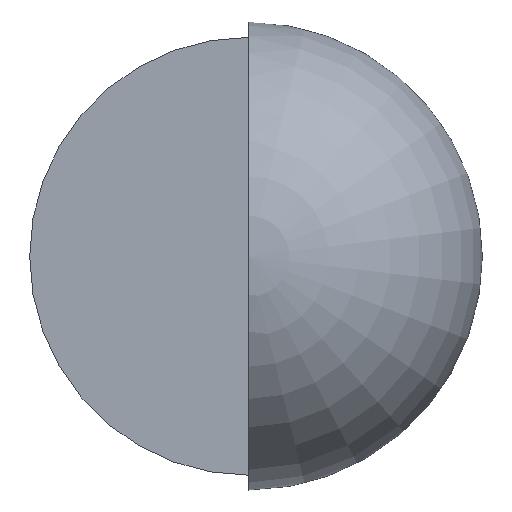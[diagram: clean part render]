
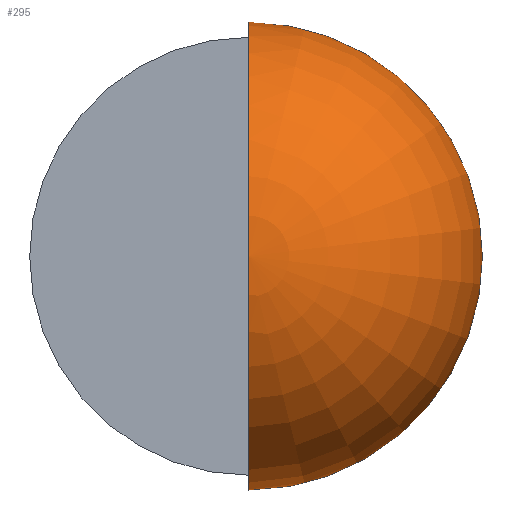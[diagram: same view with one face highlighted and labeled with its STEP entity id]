
A CAD part, left-side view. The second image highlights one B-rep face of the part: STEP entity #295.
In plain terms, the highlighted toroidal (fillet/blend) face has major radius 0 mm and minor radius 70 mm.
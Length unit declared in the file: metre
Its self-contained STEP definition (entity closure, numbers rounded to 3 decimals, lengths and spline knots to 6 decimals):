
#3 = CARTESIAN_POINT ( 'NONE',  ( -0.150054, 0.000003, 0.07 ) ) ;
#5 = CARTESIAN_POINT ( 'NONE',  ( -0.22, 0., 0. ) ) ;
#13 = CARTESIAN_POINT ( 'NONE',  ( -0.150054, 0., 0.07 ) ) ;
#18 = EDGE_CURVE ( 'NONE', #258, #237, #393, .T. ) ;
#21 = AXIS2_PLACEMENT_3D ( 'NONE', #92, #90, #29 ) ;
#22 = CARTESIAN_POINT ( 'NONE',  ( -0.149956, 0.000033, 0.07 ) ) ;
#26 = CARTESIAN_POINT ( 'NONE',  ( -0.149961, 0.000038, 0.07 ) ) ;
#29 = DIRECTION ( 'NONE',  ( 0., 0., -1. ) ) ;
#37 = CIRCLE ( 'NONE', #79, 0.07 ) ;
#54 = CARTESIAN_POINT ( 'NONE',  ( -0.150051, 0.00002, 0.07 ) ) ;
#56 = CARTESIAN_POINT ( 'NONE',  ( -0.14997, 0.000046, 0.07 ) ) ;
#57 = CARTESIAN_POINT ( 'NONE',  ( -0.149946, 0.000011, 0.07 ) ) ;
#63 = DIRECTION ( 'NONE',  ( 0., 0., -1. ) ) ;
#74 = CIRCLE ( 'NONE', #146, 0.06984 ) ;
#78 = FACE_OUTER_BOUND ( 'NONE', #325, .T. ) ;
#79 = AXIS2_PLACEMENT_3D ( 'NONE', #159, #183, #377 ) ;
#82 = CARTESIAN_POINT ( 'NONE',  ( -0.149999, 0.000055, 0.07 ) ) ;
#83 = DIRECTION ( 'NONE',  ( 0., 1., 0. ) ) ;
#84 = VERTEX_POINT ( 'NONE', #236 ) ;
#85 = B_SPLINE_CURVE_WITH_KNOTS ( 'NONE', 3,
 ( #241, #115, #211, #332, #57, #174, #152, #180, #22, #26, #150, #56, #147, #366, #391, #271, #82, #121, #310, #179, #153, #175, #372, #212, #206, #389, #238, #207, #54, #268, #378, #284, #3, #282 ),
 .UNSPECIFIED., .F., .F.,
 ( 4, 3, 3, 3, 3, 3, 3, 3, 3, 3, 3, 4 ),
 ( 0.000214, 0.000219, 0.000237, 0.000256, 0.000274, 0.000292, 0.00031, 0.000329, 0.00034, 0.000358, 0.000377, 0.000384 ),
 .UNSPECIFIED. ) ;
#89 = AXIS2_PLACEMENT_3D ( 'NONE', #309, #83, #116 ) ;
#90 = DIRECTION ( 'NONE',  ( 0., 1., 0. ) ) ;
#92 = CARTESIAN_POINT ( 'NONE',  ( -0.15, 0., 0. ) ) ;
#101 = EDGE_CURVE ( 'NONE', #237, #337, #229, .T. ) ;
#107 = ORIENTED_EDGE ( 'NONE', *, *, #298, .F. ) ;
#115 = CARTESIAN_POINT ( 'NONE',  ( -0.149946, 0.000002, 0.07 ) ) ;
#116 = DIRECTION ( 'NONE',  ( 0., 0., -1. ) ) ;
#121 = CARTESIAN_POINT ( 'NONE',  ( -0.150005, 0.000054, 0.07 ) ) ;
#146 = AXIS2_PLACEMENT_3D ( 'NONE', #277, #157, #315 ) ;
#147 = CARTESIAN_POINT ( 'NONE',  ( -0.149975, 0.000048, 0.07 ) ) ;
#150 = CARTESIAN_POINT ( 'NONE',  ( -0.149965, 0.000042, 0.07 ) ) ;
#152 = CARTESIAN_POINT ( 'NONE',  ( -0.14995, 0.000022, 0.07 ) ) ;
#153 = CARTESIAN_POINT ( 'NONE',  ( -0.150023, 0.00005, 0.07 ) ) ;
#157 = DIRECTION ( 'NONE',  ( 1., 0., 0. ) ) ;
#159 = CARTESIAN_POINT ( 'NONE',  ( -0.15, 0., 0. ) ) ;
#174 = CARTESIAN_POINT ( 'NONE',  ( -0.149948, 0.000017, 0.07 ) ) ;
#175 = CARTESIAN_POINT ( 'NONE',  ( -0.150028, 0.000047, 0.07 ) ) ;
#178 = ORIENTED_EDGE ( 'NONE', *, *, #101, .F. ) ;
#179 = CARTESIAN_POINT ( 'NONE',  ( -0.150017, 0.000052, 0.07 ) ) ;
#180 = CARTESIAN_POINT ( 'NONE',  ( -0.149953, 0.000028, 0.07 ) ) ;
#183 = DIRECTION ( 'NONE',  ( 0., 1., 0. ) ) ;
#185 = AXIS2_PLACEMENT_3D ( 'NONE', #246, #347, #63 ) ;
#203 = EDGE_CURVE ( 'NONE', #321, #337, #85, .T. ) ;
#206 = CARTESIAN_POINT ( 'NONE',  ( -0.150037, 0.00004, 0.07 ) ) ;
#207 = CARTESIAN_POINT ( 'NONE',  ( -0.150048, 0.000025, 0.07 ) ) ;
#211 = CARTESIAN_POINT ( 'NONE',  ( -0.149946, 0.000003, 0.07 ) ) ;
#212 = CARTESIAN_POINT ( 'NONE',  ( -0.150034, 0.000042, 0.07 ) ) ;
#229 = CIRCLE ( 'NONE', #21, 0.07 ) ;
#236 = CARTESIAN_POINT ( 'NONE',  ( -0.145269, 0., 0.06984 ) ) ;
#237 = VERTEX_POINT ( 'NONE', #5 ) ;
#238 = CARTESIAN_POINT ( 'NONE',  ( -0.150045, 0.000031, 0.07 ) ) ;
#241 = CARTESIAN_POINT ( 'NONE',  ( -0.149946, 0., 0.07 ) ) ;
#246 = CARTESIAN_POINT ( 'NONE',  ( -0.15, 0., 0. ) ) ;
#258 = VERTEX_POINT ( 'NONE', #342 ) ;
#262 = ORIENTED_EDGE ( 'NONE', *, *, #18, .F. ) ;
#268 = CARTESIAN_POINT ( 'NONE',  ( -0.150053, 0.000014, 0.07 ) ) ;
#271 = CARTESIAN_POINT ( 'NONE',  ( -0.149993, 0.000054, 0.07 ) ) ;
#277 = CARTESIAN_POINT ( 'NONE',  ( -0.145269, 0., 0. ) ) ;
#282 = CARTESIAN_POINT ( 'NONE',  ( -0.150054, 0., 0.07 ) ) ;
#284 = CARTESIAN_POINT ( 'NONE',  ( -0.150054, 0.000005, 0.07 ) ) ;
#293 = EDGE_CURVE ( 'NONE', #84, #258, #74, .T. ) ;
#295 = ADVANCED_FACE ( 'NONE', ( #78 ), #394, .T. ) ;
#298 = EDGE_CURVE ( 'NONE', #321, #84, #37, .T. ) ;
#309 = CARTESIAN_POINT ( 'NONE',  ( -0.15, 0., 0. ) ) ;
#310 = CARTESIAN_POINT ( 'NONE',  ( -0.150011, 0.000053, 0.07 ) ) ;
#315 = DIRECTION ( 'NONE',  ( 0., 0., -1. ) ) ;
#320 = CARTESIAN_POINT ( 'NONE',  ( -0.149946, 0., 0.07 ) ) ;
#321 = VERTEX_POINT ( 'NONE', #320 ) ;
#325 = EDGE_LOOP ( 'NONE', ( #262, #331, #107, #384, #178 ) ) ;
#331 = ORIENTED_EDGE ( 'NONE', *, *, #293, .F. ) ;
#332 = CARTESIAN_POINT ( 'NONE',  ( -0.149946, 0.000005, 0.07 ) ) ;
#337 = VERTEX_POINT ( 'NONE', #13 ) ;
#342 = CARTESIAN_POINT ( 'NONE',  ( -0.145269, 0., -0.06984 ) ) ;
#347 = DIRECTION ( 'NONE',  ( 1., 0., 0. ) ) ;
#366 = CARTESIAN_POINT ( 'NONE',  ( -0.149981, 0.000051, 0.07 ) ) ;
#372 = CARTESIAN_POINT ( 'NONE',  ( -0.150031, 0.000045, 0.07 ) ) ;
#377 = DIRECTION ( 'NONE',  ( 0., 0., -1. ) ) ;
#378 = CARTESIAN_POINT ( 'NONE',  ( -0.150054, 0.000008, 0.07 ) ) ;
#384 = ORIENTED_EDGE ( 'NONE', *, *, #203, .T. ) ;
#389 = CARTESIAN_POINT ( 'NONE',  ( -0.150042, 0.000036, 0.07 ) ) ;
#391 = CARTESIAN_POINT ( 'NONE',  ( -0.149987, 0.000053, 0.07 ) ) ;
#393 = CIRCLE ( 'NONE', #89, 0.07 ) ;
#394 = TOROIDAL_SURFACE ( 'NONE', #185, 0., 0.07 ) ;
